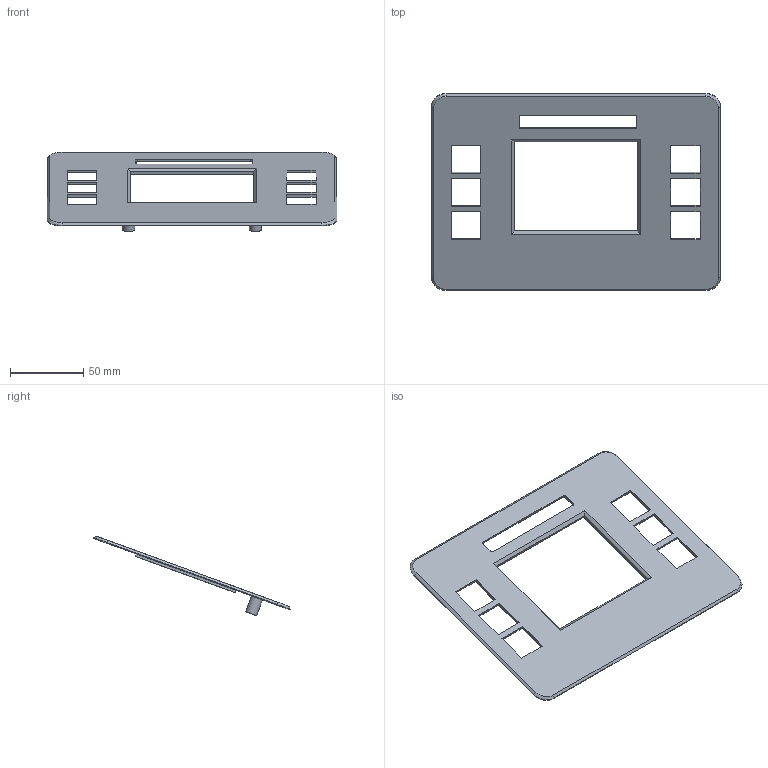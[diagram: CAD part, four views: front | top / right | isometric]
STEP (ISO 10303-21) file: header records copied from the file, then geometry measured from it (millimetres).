
FILE_DESCRIPTION(/* description */ (''),/* implementation_level */ '2;1');
FILE_NAME(/* name */ 'bezzle.step',/* time_stamp */ '2025-07-19T16:11:10+02:00',/* author */ (''),/* organization */ (''),/* preprocessor_version */ 'ST-DEVELOPER v20',/* originating_system */ 'Autodesk Translation Framework v13.20.0.188',/* authorisation */ '');
FILE_SCHEMA (('AUTOMOTIVE_DESIGN { 1 0 10303 214 3 1 1 }'));
Length unit declared in the file: millimetre
Products named in the file (1): Keybowl complete
Bounding box: 197 x 134.13 x 54.05 mm (x, y, z)
Volume: 40610.8 mm3; surface area: 42942.7 mm2
Topology: 1 solids, 1 shells, 71 faces, 180 edges, 116 vertices
Faces by surface type: plane 55, cylinder 12, cone 4
Full cylindrical faces by diameter (mm): 3 x2, 8 x2
Entity records: 2188 total; most frequent: CARTESIAN_POINT 368, ORIENTED_EDGE 360, DIRECTION 352, EDGE_CURVE 180, LINE 152, VECTOR 152, VERTEX_POINT 116, AXIS2_PLACEMENT_3D 100
